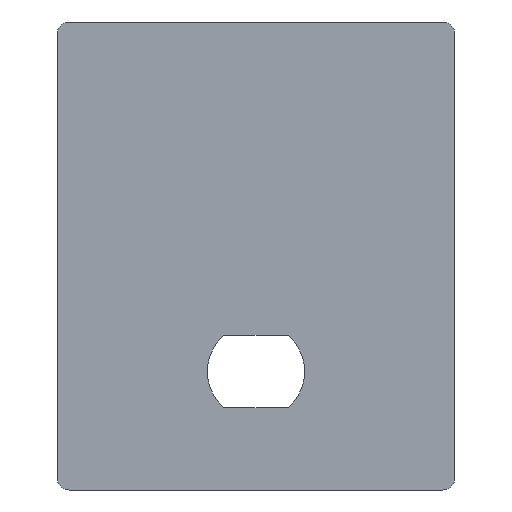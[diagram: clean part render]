
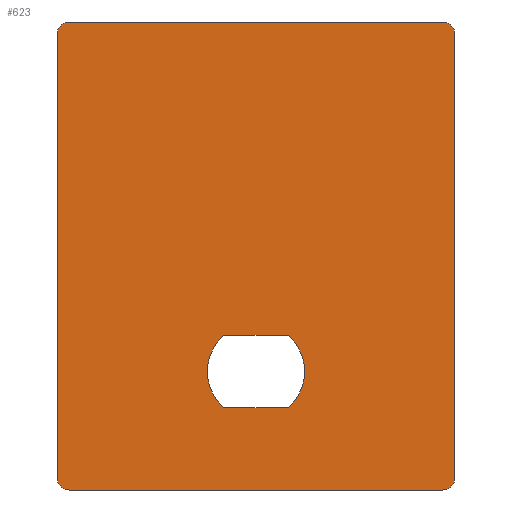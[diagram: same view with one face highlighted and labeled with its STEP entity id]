
A CAD part, front view. The second image highlights one B-rep face of the part: STEP entity #623.
In plain terms, the highlighted planar face has unit normal (0, -1, 0).
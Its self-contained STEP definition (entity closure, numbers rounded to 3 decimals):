
#3 = AXIS2_PLACEMENT_3D ( 'NONE', #350, #157, #881 ) ;
#41 = CARTESIAN_POINT ( 'NONE',  ( -2.646, -5., -3. ) ) ;
#47 = VECTOR ( 'NONE', #129, 1000. ) ;
#52 = CARTESIAN_POINT ( 'NONE',  ( 0., -5., 0. ) ) ;
#58 = CARTESIAN_POINT ( 'NONE',  ( -2.646, -5., 3. ) ) ;
#60 = ORIENTED_EDGE ( 'NONE', *, *, #1060, .F. ) ;
#61 = VERTEX_POINT ( 'NONE', #682 ) ;
#63 = VECTOR ( 'NONE', #713, 1000. ) ;
#68 = EDGE_CURVE ( 'NONE', #1044, #258, #319, .T. ) ;
#105 = EDGE_CURVE ( 'NONE', #127, #822, #300, .T. ) ;
#113 = EDGE_CURVE ( 'NONE', #910, #987, #578, .T. ) ;
#116 = FACE_OUTER_BOUND ( 'NONE', #856, .T. ) ;
#118 = VECTOR ( 'NONE', #820, 1000. ) ;
#127 = VERTEX_POINT ( 'NONE', #963 ) ;
#129 = DIRECTION ( 'NONE',  ( -1., 0., 0. ) ) ;
#139 = ORIENTED_EDGE ( 'NONE', *, *, #68, .T. ) ;
#141 = AXIS2_PLACEMENT_3D ( 'NONE', #52, #149, #423 ) ;
#142 = AXIS2_PLACEMENT_3D ( 'NONE', #892, #629, #274 ) ;
#149 = DIRECTION ( 'NONE',  ( 0., 1., 0. ) ) ;
#157 = DIRECTION ( 'NONE',  ( 0., -1., 0. ) ) ;
#178 = CARTESIAN_POINT ( 'NONE',  ( 15.356, -5., -9.75 ) ) ;
#186 = LINE ( 'NONE', #980, #63 ) ;
#197 = CARTESIAN_POINT ( 'NONE',  ( 2.646, -5., -3. ) ) ;
#258 = VERTEX_POINT ( 'NONE', #197 ) ;
#260 = DIRECTION ( 'NONE',  ( 1., 0., 0. ) ) ;
#268 = ORIENTED_EDGE ( 'NONE', *, *, #741, .F. ) ;
#274 = DIRECTION ( 'NONE',  ( 0., 0., 1. ) ) ;
#284 = VECTOR ( 'NONE', #880, 1000. ) ;
#287 = CARTESIAN_POINT ( 'NONE',  ( -2.646, -5., -3. ) ) ;
#290 = ORIENTED_EDGE ( 'NONE', *, *, #1000, .F. ) ;
#294 = DIRECTION ( 'NONE',  ( 0., 0., 1. ) ) ;
#300 = CIRCLE ( 'NONE', #613, 1. ) ;
#303 = DIRECTION ( 'NONE',  ( 0., 1., 0. ) ) ;
#311 = PLANE ( 'NONE',  #676 ) ;
#319 = CIRCLE ( 'NONE', #972, 4. ) ;
#345 = LINE ( 'NONE', #532, #562 ) ;
#350 = CARTESIAN_POINT ( 'NONE',  ( -15.356, -5., 27.75 ) ) ;
#371 = VERTEX_POINT ( 'NONE', #923 ) ;
#423 = DIRECTION ( 'NONE',  ( 0., 0., 1. ) ) ;
#434 = CIRCLE ( 'NONE', #142, 1. ) ;
#440 = LINE ( 'NONE', #518, #284 ) ;
#473 = ORIENTED_EDGE ( 'NONE', *, *, #884, .T. ) ;
#518 = CARTESIAN_POINT ( 'NONE',  ( 16.356, -5., 28.75 ) ) ;
#525 = AXIS2_PLACEMENT_3D ( 'NONE', #955, #758, #1114 ) ;
#527 = DIRECTION ( 'NONE',  ( 1., 0., 0. ) ) ;
#532 = CARTESIAN_POINT ( 'NONE',  ( -2.646, -5., 3. ) ) ;
#562 = VECTOR ( 'NONE', #260, 1000. ) ;
#578 = CIRCLE ( 'NONE', #3, 1. ) ;
#603 = CARTESIAN_POINT ( 'NONE',  ( -15.356, -5., 28.75 ) ) ;
#613 = AXIS2_PLACEMENT_3D ( 'NONE', #795, #1043, #968 ) ;
#623 = ADVANCED_FACE ( 'NONE', ( #998, #116 ), #311, .F. ) ;
#626 = ORIENTED_EDGE ( 'NONE', *, *, #886, .T. ) ;
#629 = DIRECTION ( 'NONE',  ( 0., -1., 0. ) ) ;
#640 = EDGE_CURVE ( 'NONE', #258, #705, #1098, .T. ) ;
#651 = LINE ( 'NONE', #925, #47 ) ;
#676 = AXIS2_PLACEMENT_3D ( 'NONE', #1104, #303, #294 ) ;
#682 = CARTESIAN_POINT ( 'NONE',  ( -15.356, -5., -9.75 ) ) ;
#687 = ORIENTED_EDGE ( 'NONE', *, *, #1023, .T. ) ;
#693 = CARTESIAN_POINT ( 'NONE',  ( 15.356, -5., 28.75 ) ) ;
#705 = VERTEX_POINT ( 'NONE', #287 ) ;
#713 = DIRECTION ( 'NONE',  ( 0., 0., 1. ) ) ;
#728 = VECTOR ( 'NONE', #527, 1000. ) ;
#741 = EDGE_CURVE ( 'NONE', #1026, #61, #651, .T. ) ;
#758 = DIRECTION ( 'NONE',  ( 0., -1., 0. ) ) ;
#760 = ORIENTED_EDGE ( 'NONE', *, *, #640, .T. ) ;
#764 = CARTESIAN_POINT ( 'NONE',  ( 0., -5., 0. ) ) ;
#774 = ORIENTED_EDGE ( 'NONE', *, *, #105, .T. ) ;
#795 = CARTESIAN_POINT ( 'NONE',  ( 15.356, -5., 27.75 ) ) ;
#798 = CARTESIAN_POINT ( 'NONE',  ( 2.646, -5., 3. ) ) ;
#808 = LINE ( 'NONE', #973, #728 ) ;
#820 = DIRECTION ( 'NONE',  ( -1., 0., 0. ) ) ;
#822 = VERTEX_POINT ( 'NONE', #693 ) ;
#853 = ORIENTED_EDGE ( 'NONE', *, *, #953, .F. ) ;
#856 = EDGE_LOOP ( 'NONE', ( #290, #473, #268, #687, #60, #774, #853, #994 ) ) ;
#880 = DIRECTION ( 'NONE',  ( 0., 0., -1. ) ) ;
#881 = DIRECTION ( 'NONE',  ( 0., 0., 1. ) ) ;
#884 = EDGE_CURVE ( 'NONE', #371, #61, #1141, .T. ) ;
#886 = EDGE_CURVE ( 'NONE', #705, #922, #976, .T. ) ;
#888 = VERTEX_POINT ( 'NONE', #1042 ) ;
#892 = CARTESIAN_POINT ( 'NONE',  ( 15.356, -5., -8.75 ) ) ;
#910 = VERTEX_POINT ( 'NONE', #603 ) ;
#914 = EDGE_LOOP ( 'NONE', ( #760, #626, #1095, #139 ) ) ;
#922 = VERTEX_POINT ( 'NONE', #58 ) ;
#923 = CARTESIAN_POINT ( 'NONE',  ( -16.356, -5., -8.75 ) ) ;
#925 = CARTESIAN_POINT ( 'NONE',  ( 16.356, -5., -9.75 ) ) ;
#930 = DIRECTION ( 'NONE',  ( 0., 0., 1. ) ) ;
#953 = EDGE_CURVE ( 'NONE', #910, #822, #808, .T. ) ;
#955 = CARTESIAN_POINT ( 'NONE',  ( -15.356, -5., -8.75 ) ) ;
#963 = CARTESIAN_POINT ( 'NONE',  ( 16.356, -5., 27.75 ) ) ;
#967 = CARTESIAN_POINT ( 'NONE',  ( -16.356, -5., 27.75 ) ) ;
#968 = DIRECTION ( 'NONE',  ( 0., 0., 1. ) ) ;
#972 = AXIS2_PLACEMENT_3D ( 'NONE', #764, #1013, #930 ) ;
#973 = CARTESIAN_POINT ( 'NONE',  ( 16.356, -5., 28.75 ) ) ;
#976 = CIRCLE ( 'NONE', #141, 4. ) ;
#979 = EDGE_CURVE ( 'NONE', #922, #1044, #345, .T. ) ;
#980 = CARTESIAN_POINT ( 'NONE',  ( -16.356, -5., 28.75 ) ) ;
#987 = VERTEX_POINT ( 'NONE', #967 ) ;
#994 = ORIENTED_EDGE ( 'NONE', *, *, #113, .T. ) ;
#998 = FACE_BOUND ( 'NONE', #914, .T. ) ;
#1000 = EDGE_CURVE ( 'NONE', #371, #987, #186, .T. ) ;
#1013 = DIRECTION ( 'NONE',  ( 0., 1., 0. ) ) ;
#1023 = EDGE_CURVE ( 'NONE', #1026, #888, #434, .T. ) ;
#1026 = VERTEX_POINT ( 'NONE', #178 ) ;
#1042 = CARTESIAN_POINT ( 'NONE',  ( 16.356, -5., -8.75 ) ) ;
#1043 = DIRECTION ( 'NONE',  ( 0., -1., 0. ) ) ;
#1044 = VERTEX_POINT ( 'NONE', #798 ) ;
#1060 = EDGE_CURVE ( 'NONE', #127, #888, #440, .T. ) ;
#1095 = ORIENTED_EDGE ( 'NONE', *, *, #979, .T. ) ;
#1098 = LINE ( 'NONE', #41, #118 ) ;
#1104 = CARTESIAN_POINT ( 'NONE',  ( 0., -5., 0. ) ) ;
#1114 = DIRECTION ( 'NONE',  ( 0., 0., 1. ) ) ;
#1141 = CIRCLE ( 'NONE', #525, 1. ) ;
